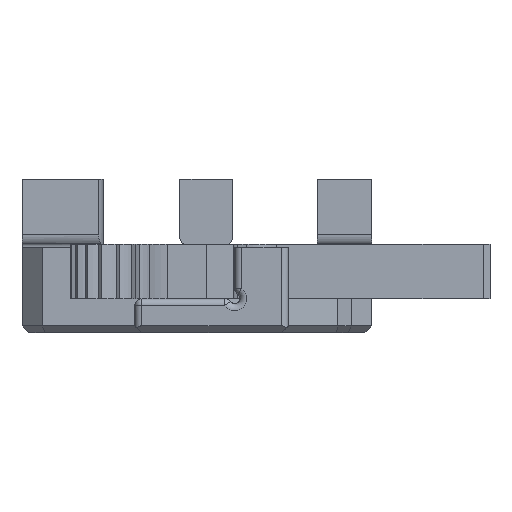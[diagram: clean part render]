
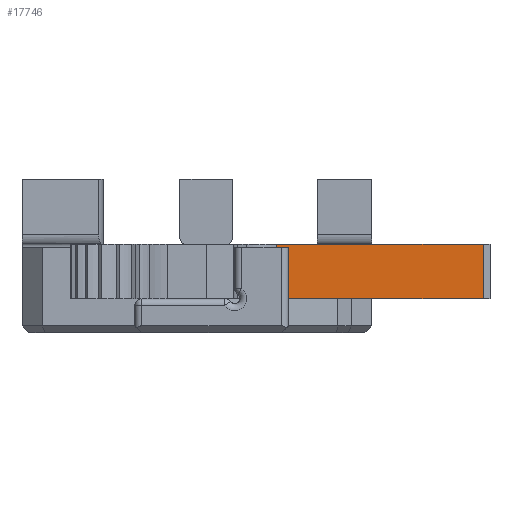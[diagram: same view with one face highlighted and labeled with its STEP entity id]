
A CAD part, front view. The second image highlights one B-rep face of the part: STEP entity #17746.
In plain terms, the highlighted planar face has unit normal (0, -1, 0).
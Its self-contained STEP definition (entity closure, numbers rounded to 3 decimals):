
#382 = CARTESIAN_POINT ( 'NONE',  ( 0., -67.001, 8. ) ) ;
#1410 = CARTESIAN_POINT ( 'NONE',  ( 29.291, -67.001, 8. ) ) ;
#1679 = DIRECTION ( 'NONE',  ( 0., 0., -1. ) ) ;
#1793 = ORIENTED_EDGE ( 'NONE', *, *, #14894, .F. ) ;
#2172 = PLANE ( 'NONE',  #2909 ) ;
#2222 = CARTESIAN_POINT ( 'NONE',  ( 59.6, -67.001, 8. ) ) ;
#2513 = CARTESIAN_POINT ( 'NONE',  ( 29.291, -67.001, 0. ) ) ;
#2682 = VERTEX_POINT ( 'NONE', #1410 ) ;
#2885 = EDGE_LOOP ( 'NONE', ( #14776, #12650, #1793, #15409 ) ) ;
#2909 = AXIS2_PLACEMENT_3D ( 'NONE', #382, #6492, #8288 ) ;
#3472 = CARTESIAN_POINT ( 'NONE',  ( 59.6, -67.001, 0. ) ) ;
#3696 = CARTESIAN_POINT ( 'NONE',  ( 59.6, -67.001, 0. ) ) ;
#3766 = VERTEX_POINT ( 'NONE', #2513 ) ;
#3875 = VECTOR ( 'NONE', #16573, 1000. ) ;
#4381 = LINE ( 'NONE', #10486, #3875 ) ;
#5037 = CARTESIAN_POINT ( 'NONE',  ( 29.291, -67.001, 8. ) ) ;
#6234 = CARTESIAN_POINT ( 'NONE',  ( 0., -67.001, 0. ) ) ;
#6492 = DIRECTION ( 'NONE',  ( 0., -1., 0. ) ) ;
#6535 = LINE ( 'NONE', #5037, #15313 ) ;
#6686 = FACE_OUTER_BOUND ( 'NONE', #2885, .T. ) ;
#7870 = EDGE_CURVE ( 'NONE', #3766, #10880, #15243, .T. ) ;
#8288 = DIRECTION ( 'NONE',  ( -1., 0., 0. ) ) ;
#9299 = LINE ( 'NONE', #3472, #13624 ) ;
#9552 = EDGE_CURVE ( 'NONE', #12631, #10880, #9299, .T. ) ;
#10433 = EDGE_CURVE ( 'NONE', #3766, #2682, #6535, .T. ) ;
#10486 = CARTESIAN_POINT ( 'NONE',  ( 0., -67.001, 8. ) ) ;
#10880 = VERTEX_POINT ( 'NONE', #3696 ) ;
#12631 = VERTEX_POINT ( 'NONE', #2222 ) ;
#12650 = ORIENTED_EDGE ( 'NONE', *, *, #9552, .F. ) ;
#13624 = VECTOR ( 'NONE', #1679, 1000. ) ;
#14776 = ORIENTED_EDGE ( 'NONE', *, *, #7870, .T. ) ;
#14894 = EDGE_CURVE ( 'NONE', #2682, #12631, #4381, .T. ) ;
#15243 = LINE ( 'NONE', #6234, #18650 ) ;
#15313 = VECTOR ( 'NONE', #16026, 1000. ) ;
#15409 = ORIENTED_EDGE ( 'NONE', *, *, #10433, .F. ) ;
#16026 = DIRECTION ( 'NONE',  ( 0., 0., 1. ) ) ;
#16573 = DIRECTION ( 'NONE',  ( 1., 0., 0. ) ) ;
#17746 = ADVANCED_FACE ( 'NONE', ( #6686 ), #2172, .T. ) ;
#18650 = VECTOR ( 'NONE', #19711, 1000. ) ;
#19711 = DIRECTION ( 'NONE',  ( 1., 0., 0. ) ) ;
